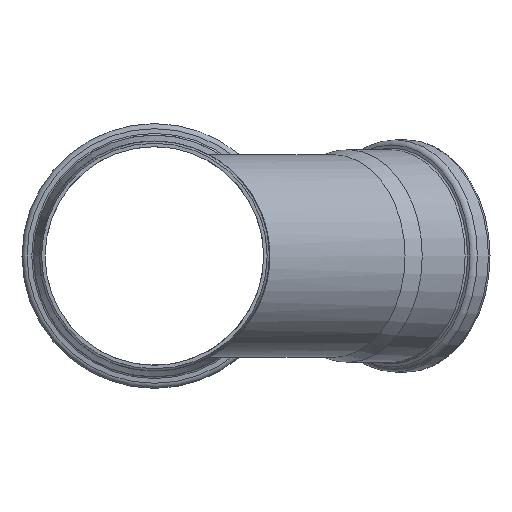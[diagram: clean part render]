
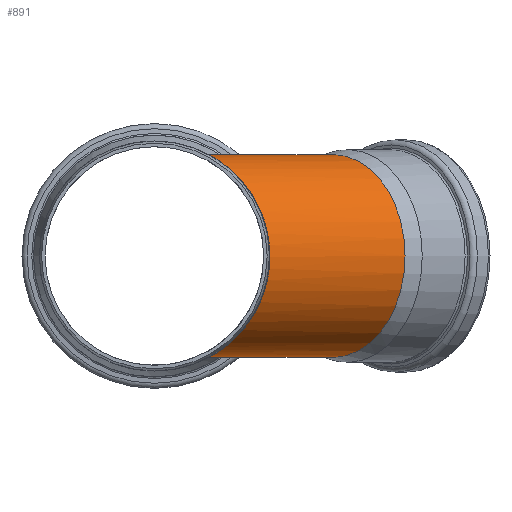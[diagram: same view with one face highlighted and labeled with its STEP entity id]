
A CAD part, front view. The second image highlights one B-rep face of the part: STEP entity #891.
In plain terms, the highlighted cylindrical face has radius 55.05 mm (diameter 110.1 mm), a partial arc.
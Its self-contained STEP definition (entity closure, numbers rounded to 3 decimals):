
#116=CIRCLE('',#961,55.05);
#194=FACE_OUTER_BOUND('',#266,.T.);
#266=EDGE_LOOP('',(#735,#736,#737,#738));
#418=B_SPLINE_CURVE_WITH_KNOTS('',3,(#2221,#2222,#2223,#2224,#2225,#2226,
#2227,#2228,#2229,#2230,#2231,#2232,#2233,#2234,#2235,#2236,#2237,#2238,
#2239,#2240,#2241,#2242,#2243,#2244,#2245,#2246,#2247,#2248,#2249,#2250,
#2251),.UNSPECIFIED.,.F.,.F.,(4,1,1,1,1,1,1,1,1,1,1,1,1,1,1,1,1,1,1,1,1,
1,1,1,1,1,1,1,4),(0.213,0.958,1.704,
3.197,6.182,9.168,10.66,12.153,
13.148,14.143,15.138,16.134,18.124,
20.114,22.104,24.095,26.085,27.08,
28.075,29.07,30.065,31.06,32.056,
34.046,36.036,39.021,40.514,41.261,
42.005),.UNSPECIFIED.);
#421=B_SPLINE_CURVE_WITH_KNOTS('',3,(#2310,#2311,#2312,#2313,#2314,#2315,
#2316,#2317),.UNSPECIFIED.,.F.,.F.,(4,2,2,4),(0.778,0.785,
0.793,0.802),.UNSPECIFIED.);
#424=B_SPLINE_CURVE_WITH_KNOTS('',3,(#2356,#2357,#2358,#2359,#2360,#2361,
#2362,#2363),.UNSPECIFIED.,.F.,.F.,(4,2,2,4),(0.,0.012,0.02,
0.022),.UNSPECIFIED.);
#465=VERTEX_POINT('',#2194);
#466=VERTEX_POINT('',#2220);
#467=VERTEX_POINT('',#2305);
#469=VERTEX_POINT('',#2355);
#567=EDGE_CURVE('',#465,#466,#418,.T.);
#570=EDGE_CURVE('',#465,#467,#421,.T.);
#573=EDGE_CURVE('',#469,#466,#424,.T.);
#582=EDGE_CURVE('',#469,#467,#116,.T.);
#735=ORIENTED_EDGE('',*,*,#570,.T.);
#736=ORIENTED_EDGE('',*,*,#582,.F.);
#737=ORIENTED_EDGE('',*,*,#573,.T.);
#738=ORIENTED_EDGE('',*,*,#567,.F.);
#857=CYLINDRICAL_SURFACE('',#962,55.05);
#891=ADVANCED_FACE('',(#194),#857,.T.);
#961=AXIS2_PLACEMENT_3D('',#2447,#1105,#1106);
#962=AXIS2_PLACEMENT_3D('',#2448,#1107,#1108);
#1105=DIRECTION('center_axis',(0.707,0.707,0.));
#1106=DIRECTION('ref_axis',(0.707,-0.707,0.));
#1107=DIRECTION('center_axis',(0.707,0.707,0.));
#1108=DIRECTION('ref_axis',(0.707,-0.707,0.));
#2194=CARTESIAN_POINT('',(60.979,218.704,-19.649));
#2220=CARTESIAN_POINT('',(60.979,218.704,19.649));
#2221=CARTESIAN_POINT('Ctrl Pts',(60.979,218.704,-19.649));
#2222=CARTESIAN_POINT('Ctrl Pts',(60.368,217.129,-21.432));
#2223=CARTESIAN_POINT('Ctrl Pts',(59.048,213.718,-24.748));
#2224=CARTESIAN_POINT('Ctrl Pts',(56.184,206.255,-30.52));
#2225=CARTESIAN_POINT('Ctrl Pts',(50.771,191.986,-38.806));
#2226=CARTESIAN_POINT('Ctrl Pts',(42.775,169.97,-47.007));
#2227=CARTESIAN_POINT('Ctrl Pts',(35.31,146.879,-52.187));
#2228=CARTESIAN_POINT('Ctrl Pts',(30.88,127.714,-54.631));
#2229=CARTESIAN_POINT('Ctrl Pts',(29.485,114.565,-55.289));
#2230=CARTESIAN_POINT('Ctrl Pts',(30.835,103.076,-54.533));
#2231=CARTESIAN_POINT('Ctrl Pts',(34.573,94.139,-52.329));
#2232=CARTESIAN_POINT('Ctrl Pts',(40.099,86.999,-48.342));
#2233=CARTESIAN_POINT('Ctrl Pts',(48.055,79.655,-40.98));
#2234=CARTESIAN_POINT('Ctrl Pts',(57.022,73.51,-28.496));
#2235=CARTESIAN_POINT('Ctrl Pts',(63.094,69.837,-9.943));
#2236=CARTESIAN_POINT('Ctrl Pts',(63.09,69.836,9.943));
#2237=CARTESIAN_POINT('Ctrl Pts',(57.024,73.511,28.498));
#2238=CARTESIAN_POINT('Ctrl Pts',(48.055,79.656,40.98));
#2239=CARTESIAN_POINT('Ctrl Pts',(40.097,86.999,48.342));
#2240=CARTESIAN_POINT('Ctrl Pts',(34.576,94.14,52.328));
#2241=CARTESIAN_POINT('Ctrl Pts',(30.835,103.077,54.532));
#2242=CARTESIAN_POINT('Ctrl Pts',(29.671,112.92,55.185));
#2243=CARTESIAN_POINT('Ctrl Pts',(30.295,122.789,54.909));
#2244=CARTESIAN_POINT('Ctrl Pts',(32.546,135.753,53.738));
#2245=CARTESIAN_POINT('Ctrl Pts',(36.821,151.516,51.207));
#2246=CARTESIAN_POINT('Ctrl Pts',(43.821,172.909,45.922));
#2247=CARTESIAN_POINT('Ctrl Pts',(50.782,191.985,38.801));
#2248=CARTESIAN_POINT('Ctrl Pts',(56.182,206.256,30.521));
#2249=CARTESIAN_POINT('Ctrl Pts',(59.049,213.718,24.748));
#2250=CARTESIAN_POINT('Ctrl Pts',(60.369,217.129,21.432));
#2251=CARTESIAN_POINT('Ctrl Pts',(60.979,218.704,19.649));
#2305=CARTESIAN_POINT('',(61.081,218.705,-19.833));
#2310=CARTESIAN_POINT('Ctrl Pts',(60.979,218.704,-19.649));
#2311=CARTESIAN_POINT('Ctrl Pts',(60.995,218.712,-19.662));
#2312=CARTESIAN_POINT('Ctrl Pts',(61.009,218.717,-19.678));
#2313=CARTESIAN_POINT('Ctrl Pts',(61.034,218.722,-19.716));
#2314=CARTESIAN_POINT('Ctrl Pts',(61.045,218.722,-19.737));
#2315=CARTESIAN_POINT('Ctrl Pts',(61.065,218.717,-19.782));
#2316=CARTESIAN_POINT('Ctrl Pts',(61.074,218.712,-19.808));
#2317=CARTESIAN_POINT('Ctrl Pts',(61.081,218.705,-19.833));
#2355=CARTESIAN_POINT('',(61.081,218.705,19.833));
#2356=CARTESIAN_POINT('Ctrl Pts',(61.081,218.705,19.833));
#2357=CARTESIAN_POINT('Ctrl Pts',(61.07,218.715,19.796));
#2358=CARTESIAN_POINT('Ctrl Pts',(61.056,218.722,19.757));
#2359=CARTESIAN_POINT('Ctrl Pts',(61.024,218.721,19.699));
#2360=CARTESIAN_POINT('Ctrl Pts',(61.008,218.717,19.677));
#2361=CARTESIAN_POINT('Ctrl Pts',(60.987,218.708,19.655));
#2362=CARTESIAN_POINT('Ctrl Pts',(60.983,218.706,19.652));
#2363=CARTESIAN_POINT('Ctrl Pts',(60.979,218.704,19.649));
#2447=CARTESIAN_POINT('Origin',(97.393,182.393,0.));
#2448=CARTESIAN_POINT('Origin',(97.109,182.109,0.));
